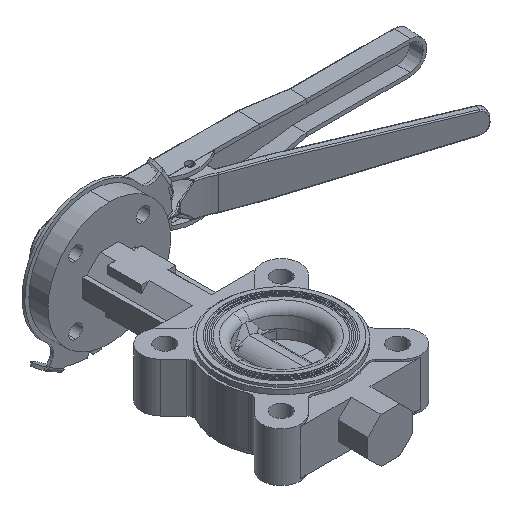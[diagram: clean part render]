
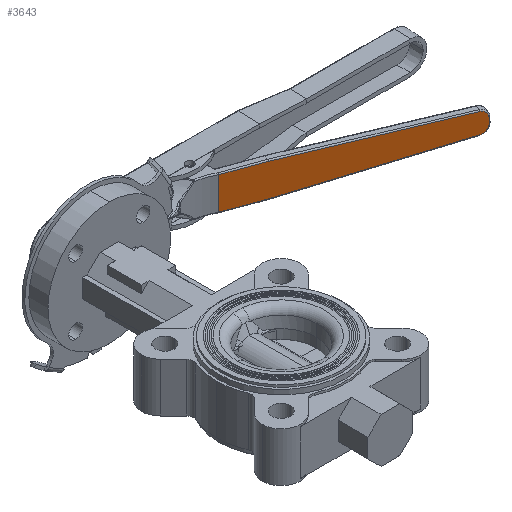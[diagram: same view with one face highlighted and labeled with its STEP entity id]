
A CAD part, isometric view. The second image highlights one B-rep face of the part: STEP entity #3643.
In plain terms, the highlighted planar face has unit normal (-0.342, -0.94, 0).
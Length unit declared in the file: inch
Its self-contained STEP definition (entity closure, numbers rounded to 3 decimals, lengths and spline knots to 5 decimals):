
#564 = CARTESIAN_POINT ( 'NONE',  ( 4.92978, 8.03891, 1.49159 ) ) ;
#914 = CARTESIAN_POINT ( 'NONE',  ( 4.92737, 8.03979, 2.42909 ) ) ;
#1661 = VERTEX_POINT ( 'NONE', #4112 ) ;
#3568 = CARTESIAN_POINT ( 'NONE',  ( 4.92978, 8.03891, 2.46034 ) ) ;
#3643 = ADVANCED_FACE ( 'NONE', ( #29382 ), #16529, .F. ) ;
#3795 = LINE ( 'NONE', #14171, #28835 ) ;
#4112 = CARTESIAN_POINT ( 'NONE',  ( 5.97779, 7.65748, 2.42909 ) ) ;
#4189 = CARTESIAN_POINT ( 'NONE',  ( 10.64747, 5.95794, 2.03204 ) ) ;
#4304 = DIRECTION ( 'NONE',  ( 0.94, -0.342, 0. ) ) ;
#4435 = DIRECTION ( 'NONE',  ( -0.939, 0.342, 0.037 ) ) ;
#5380 = ORIENTED_EDGE ( 'NONE', *, *, #31487, .T. ) ;
#5497 = EDGE_CURVE ( 'NONE', #31204, #21080, #3795, .T. ) ;
#5608 = CARTESIAN_POINT ( 'NONE',  ( 10.44961, 6.02995, 1.67004 ) ) ;
#5992 = LINE ( 'NONE', #914, #19502 ) ;
#6637 = EDGE_CURVE ( 'NONE', #11893, #1661, #6807, .T. ) ;
#6807 = LINE ( 'NONE', #14990, #20287 ) ;
#7117 = DIRECTION ( 'NONE',  ( 0., 0., 1. ) ) ;
#7145 = VERTEX_POINT ( 'NONE', #4189 ) ;
#7391 = CARTESIAN_POINT ( 'NONE',  ( 10.44961, 6.02995, 2.25063 ) ) ;
#7722 = ORIENTED_EDGE ( 'NONE', *, *, #12400, .T. ) ;
#8546 = VERTEX_POINT ( 'NONE', #5608 ) ;
#8683 = AXIS2_PLACEMENT_3D ( 'NONE', #20782, #31250, #28029 ) ;
#9329 = ORIENTED_EDGE ( 'NONE', *, *, #13585, .T. ) ;
#10021 = CARTESIAN_POINT ( 'NONE',  ( 10.44191, 6.03275, 2.03204 ) ) ;
#10720 = VECTOR ( 'NONE', #21753, 39.37008 ) ;
#11893 = VERTEX_POINT ( 'NONE', #7391 ) ;
#12400 = EDGE_CURVE ( 'NONE', #8546, #23235, #19014, .T. ) ;
#12732 = CARTESIAN_POINT ( 'NONE',  ( 4.92737, 8.03979, 2.46034 ) ) ;
#13585 = EDGE_CURVE ( 'NONE', #7145, #11893, #26603, .T. ) ;
#14160 = AXIS2_PLACEMENT_3D ( 'NONE', #12732, #20054, #28007 ) ;
#14171 = CARTESIAN_POINT ( 'NONE',  ( 4.92737, 8.03979, 1.49159 ) ) ;
#14390 = ORIENTED_EDGE ( 'NONE', *, *, #25249, .T. ) ;
#14702 = VECTOR ( 'NONE', #7117, 39.37008 ) ;
#14990 = CARTESIAN_POINT ( 'NONE',  ( 5.97724, 7.65768, 2.42911 ) ) ;
#16529 = PLANE ( 'NONE',  #14160 ) ;
#17173 = LINE ( 'NONE', #30386, #14702 ) ;
#18191 = DIRECTION ( 'NONE',  ( 0., 0., 1. ) ) ;
#19014 = CIRCLE ( 'NONE', #8683, 0.21875 ) ;
#19200 = LINE ( 'NONE', #3568, #10720 ) ;
#19502 = VECTOR ( 'NONE', #21490, 39.37008 ) ;
#20054 = DIRECTION ( 'NONE',  ( 0.342, 0.94, 0. ) ) ;
#20287 = VECTOR ( 'NONE', #4435, 39.37008 ) ;
#20782 = CARTESIAN_POINT ( 'NONE',  ( 10.44191, 6.03275, 1.88864 ) ) ;
#20936 = CARTESIAN_POINT ( 'NONE',  ( 4.96293, 8.02685, 1.45109 ) ) ;
#21080 = VERTEX_POINT ( 'NONE', #25468 ) ;
#21490 = DIRECTION ( 'NONE',  ( -0.94, 0.342, 0. ) ) ;
#21592 = LINE ( 'NONE', #20936, #22908 ) ;
#21753 = DIRECTION ( 'NONE',  ( 0., 0., -1. ) ) ;
#22293 = AXIS2_PLACEMENT_3D ( 'NONE', #10021, #30550, #18191 ) ;
#22389 = ORIENTED_EDGE ( 'NONE', *, *, #28753, .T. ) ;
#22908 = VECTOR ( 'NONE', #31752, 39.37008 ) ;
#23235 = VERTEX_POINT ( 'NONE', #25739 ) ;
#24191 = ORIENTED_EDGE ( 'NONE', *, *, #5497, .T. ) ;
#24373 = ORIENTED_EDGE ( 'NONE', *, *, #6637, .T. ) ;
#25249 = EDGE_CURVE ( 'NONE', #1661, #26573, #5992, .T. ) ;
#25468 = CARTESIAN_POINT ( 'NONE',  ( 5.97779, 7.65748, 1.49159 ) ) ;
#25739 = CARTESIAN_POINT ( 'NONE',  ( 10.64747, 5.95794, 1.88864 ) ) ;
#25759 = ORIENTED_EDGE ( 'NONE', *, *, #27278, .T. ) ;
#26573 = VERTEX_POINT ( 'NONE', #29998 ) ;
#26603 = CIRCLE ( 'NONE', #22293, 0.21875 ) ;
#26646 = EDGE_LOOP ( 'NONE', ( #9329, #24373, #14390, #5380, #24191, #22389, #7722, #25759 ) ) ;
#27278 = EDGE_CURVE ( 'NONE', #23235, #7145, #17173, .T. ) ;
#28007 = DIRECTION ( 'NONE',  ( 0., 0., 1. ) ) ;
#28029 = DIRECTION ( 'NONE',  ( 0., 0., 1. ) ) ;
#28753 = EDGE_CURVE ( 'NONE', #21080, #8546, #21592, .T. ) ;
#28835 = VECTOR ( 'NONE', #4304, 39.37008 ) ;
#29382 = FACE_OUTER_BOUND ( 'NONE', #26646, .T. ) ;
#29998 = CARTESIAN_POINT ( 'NONE',  ( 4.92978, 8.03891, 2.42909 ) ) ;
#30386 = CARTESIAN_POINT ( 'NONE',  ( 10.64747, 5.95794, 2.46034 ) ) ;
#30550 = DIRECTION ( 'NONE',  ( -0.342, -0.94, 0. ) ) ;
#31204 = VERTEX_POINT ( 'NONE', #564 ) ;
#31250 = DIRECTION ( 'NONE',  ( -0.342, -0.94, 0. ) ) ;
#31487 = EDGE_CURVE ( 'NONE', #26573, #31204, #19200, .T. ) ;
#31752 = DIRECTION ( 'NONE',  ( 0.939, -0.342, 0.037 ) ) ;
